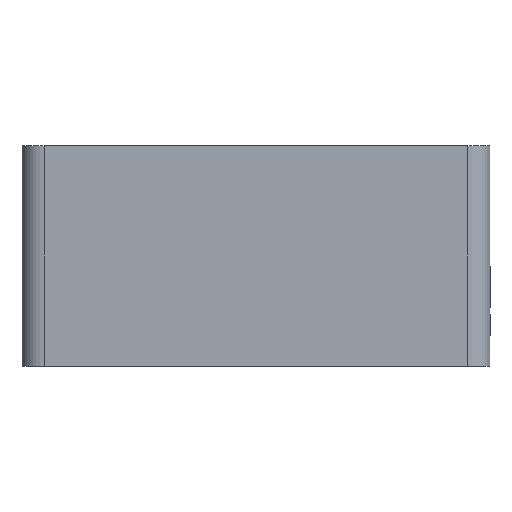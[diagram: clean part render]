
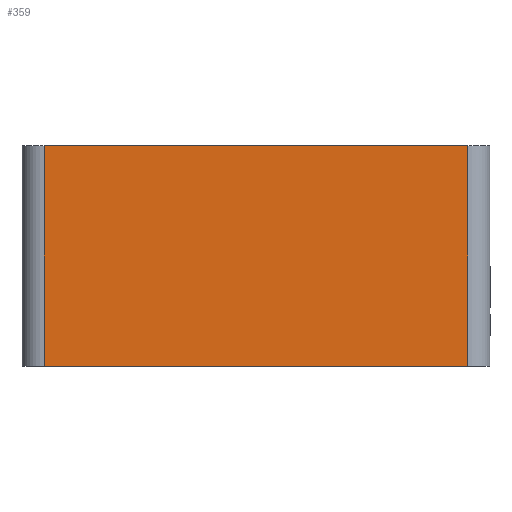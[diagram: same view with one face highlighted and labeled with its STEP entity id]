
A CAD part, left-side view. The second image highlights one B-rep face of the part: STEP entity #359.
In plain terms, the highlighted planar face has unit normal (-1, 0, 0).
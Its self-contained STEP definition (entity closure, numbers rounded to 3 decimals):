
#1 = AXIS2_PLACEMENT_3D ( 'NONE', #1020, #2648, #4765 ) ;
#15 = DIRECTION ( 'NONE',  ( 0., 0., -1. ) ) ;
#184 = PLANE ( 'NONE',  #1 ) ;
#334 = VECTOR ( 'NONE', #496, 1000. ) ;
#359 = ADVANCED_FACE ( 'NONE', ( #2951 ), #184, .F. ) ;
#394 = EDGE_LOOP ( 'NONE', ( #5320, #923, #3040, #1409 ) ) ;
#496 = DIRECTION ( 'NONE',  ( 0., 0., 1. ) ) ;
#512 = CARTESIAN_POINT ( 'NONE',  ( -42.5, 38.5, 40. ) ) ;
#518 = EDGE_CURVE ( 'NONE', #5160, #913, #3530, .T. ) ;
#707 = DIRECTION ( 'NONE',  ( 0., -1., 0. ) ) ;
#913 = VERTEX_POINT ( 'NONE', #1016 ) ;
#923 = ORIENTED_EDGE ( 'NONE', *, *, #518, .F. ) ;
#1016 = CARTESIAN_POINT ( 'NONE',  ( -42.5, -38.5, 40. ) ) ;
#1020 = CARTESIAN_POINT ( 'NONE',  ( -42.5, -42.5, 40. ) ) ;
#1216 = VECTOR ( 'NONE', #15, 1000. ) ;
#1409 = ORIENTED_EDGE ( 'NONE', *, *, #3518, .T. ) ;
#1571 = LINE ( 'NONE', #4130, #334 ) ;
#1612 = EDGE_CURVE ( 'NONE', #5160, #4306, #1615, .T. ) ;
#1615 = LINE ( 'NONE', #3689, #1216 ) ;
#2222 = CARTESIAN_POINT ( 'NONE',  ( -42.5, -42.5, 0. ) ) ;
#2301 = LINE ( 'NONE', #2222, #3113 ) ;
#2648 = DIRECTION ( 'NONE',  ( 1., 0., 0. ) ) ;
#2951 = FACE_OUTER_BOUND ( 'NONE', #394, .T. ) ;
#3040 = ORIENTED_EDGE ( 'NONE', *, *, #1612, .T. ) ;
#3113 = VECTOR ( 'NONE', #4272, 1000. ) ;
#3381 = CARTESIAN_POINT ( 'NONE',  ( -42.5, -38.5, 0. ) ) ;
#3449 = VERTEX_POINT ( 'NONE', #3381 ) ;
#3518 = EDGE_CURVE ( 'NONE', #4306, #3449, #2301, .T. ) ;
#3530 = LINE ( 'NONE', #4830, #4880 ) ;
#3689 = CARTESIAN_POINT ( 'NONE',  ( -42.5, 38.5, 40. ) ) ;
#4130 = CARTESIAN_POINT ( 'NONE',  ( -42.5, -38.5, 40. ) ) ;
#4272 = DIRECTION ( 'NONE',  ( 0., -1., 0. ) ) ;
#4306 = VERTEX_POINT ( 'NONE', #4780 ) ;
#4765 = DIRECTION ( 'NONE',  ( 0., 0., -1. ) ) ;
#4780 = CARTESIAN_POINT ( 'NONE',  ( -42.5, 38.5, 0. ) ) ;
#4830 = CARTESIAN_POINT ( 'NONE',  ( -42.5, -42.5, 40. ) ) ;
#4880 = VECTOR ( 'NONE', #707, 1000. ) ;
#5160 = VERTEX_POINT ( 'NONE', #512 ) ;
#5163 = EDGE_CURVE ( 'NONE', #3449, #913, #1571, .T. ) ;
#5320 = ORIENTED_EDGE ( 'NONE', *, *, #5163, .T. ) ;
